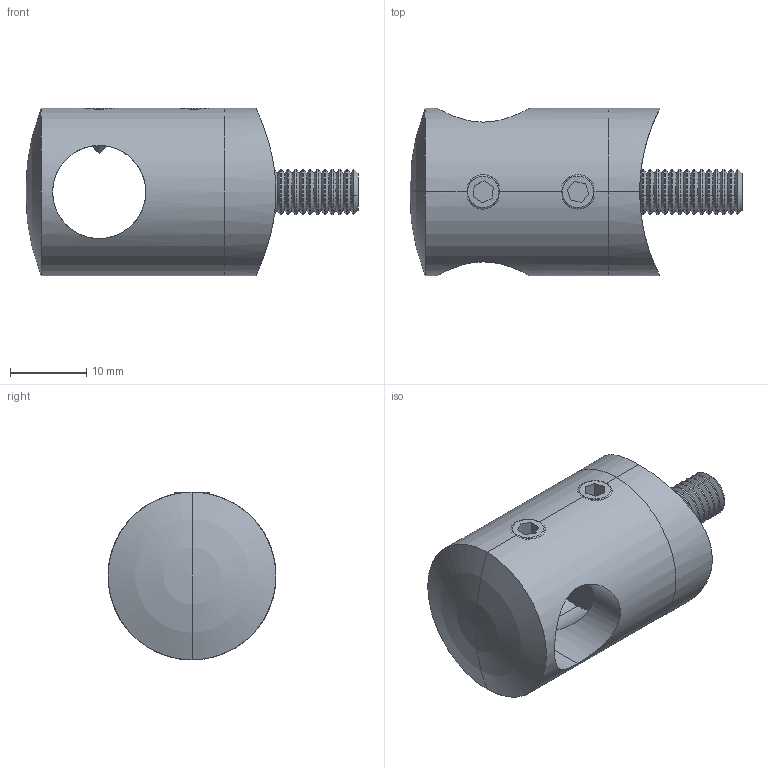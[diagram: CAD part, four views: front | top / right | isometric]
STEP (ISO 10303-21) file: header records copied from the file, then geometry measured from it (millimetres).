
FILE_DESCRIPTION (( 'STEP AP214' ), '1' );
FILE_NAME ('IN110-RUN-IN110-064.step', '2023-07-18T05:47:07', ( '' ), ( '' ), 'SwSTEP 2.0', 'SolidWorks 2023', '' );
FILE_SCHEMA (( 'AUTOMOTIVE_DESIGN' ));
Length unit declared in the file: millimetre
Products named in the file (5): socket countersunk head screw_iso_ISO 10642 - M6 x 25 --- 25S; socket set screw cone point_din_DIN 914 - M5 x 6-S; IN110-D12_IN110-D12; IN110-RUN-IN110-064; IN110-X42_IN110-X48
Assembly tree (5 placements, depth 2):
  IN110-RUN-IN110-064
    IN110-X42_IN110-X48
    IN110-D12_IN110-D12
    socket set screw cone point_din_DIN 914 - M5 x 6-S  x2
    socket countersunk head screw_iso_ISO 10642 - M6 x 25 --- 25S
Bounding box: 43.5 x 22 x 22 mm (x, y, z)
Volume: 8158.5 mm3; surface area: 6133.6 mm2
Topology: 5 solids, 5 shells, 271 faces, 698 edges, 434 vertices
Faces by surface type: cone 144, cylinder 83, plane 38, torus 6
Entity records: 7652 total; most frequent: CARTESIAN_POINT 1822, DIRECTION 1328, ORIENTED_EDGE 1148, EDGE_CURVE 574, AXIS2_PLACEMENT_3D 546, VERTEX_POINT 358, CIRCLE 314, LINE 236
